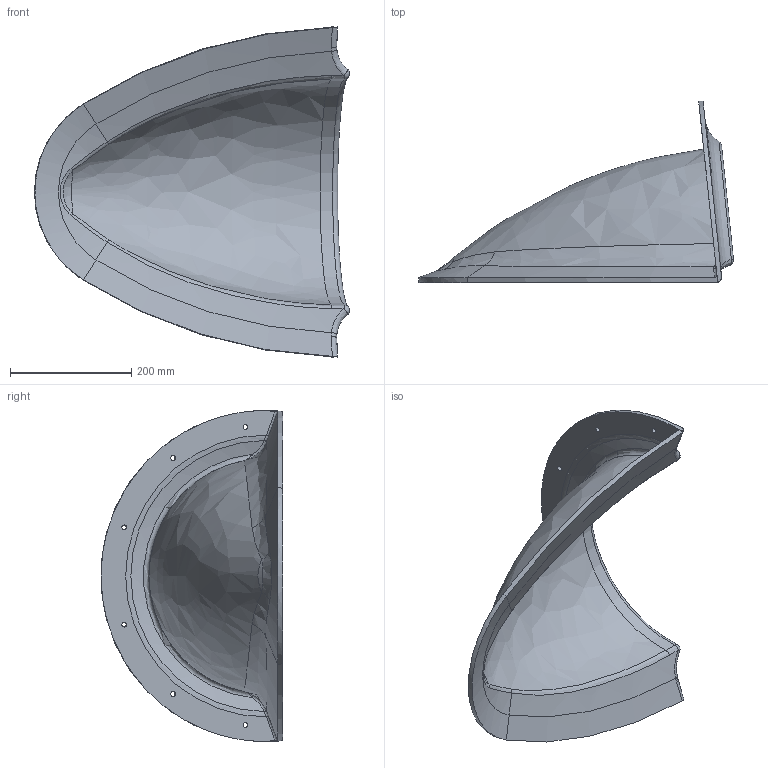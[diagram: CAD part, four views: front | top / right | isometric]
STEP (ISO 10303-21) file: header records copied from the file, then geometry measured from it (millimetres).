
FILE_DESCRIPTION(/* description */ (''),/* implementation_level */ '2;1');
FILE_NAME(/* name */ 'Ø386 SP550.stp',/* time_stamp */ '2015-10-15T09:58:00+02:00',/* author */ ('elvira'),/* organization */ (''),/* preprocessor_version */ 'ST-DEVELOPER v15.6',/* originating_system */ 'Autodesk Inventor 2015',/* authorisation */ '');
FILE_SCHEMA (('AUTOMOTIVE_DESIGN { 1 0 10303 214 3 1 1 }'));
Length unit declared in the file: millimetre
Products named in the file (1): Ø386 SP550
Bounding box: 518.75 x 299.04 x 544.81 mm (x, y, z)
Volume: 2722135.1 mm3; surface area: 693716.4 mm2
Topology: 1 solids, 1 shells, 62 faces, 164 edges, 104 vertices
Faces by surface type: bspline 42, cylinder 8, torus 4, sphere 4, plane 3, cone 1
Full cylindrical faces by diameter (mm): 8 x6
Entity records: 3925 total; most frequent: CARTESIAN_POINT 2621, ORIENTED_EDGE 304, DIRECTION 154, EDGE_CURVE 152, VERTEX_POINT 98, B_SPLINE_CURVE_WITH_KNOTS 96, EDGE_LOOP 80, AXIS2_PLACEMENT_3D 77
